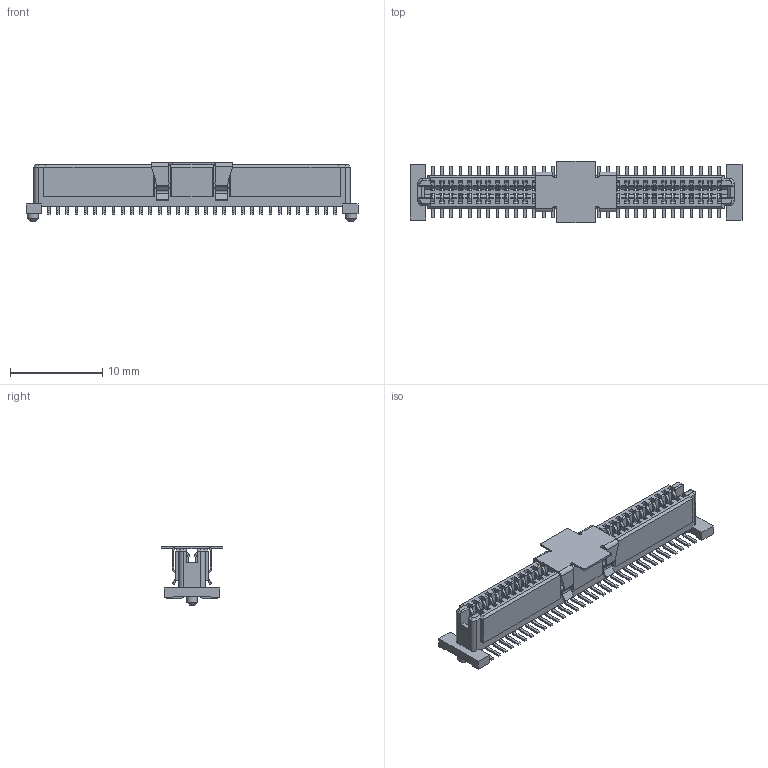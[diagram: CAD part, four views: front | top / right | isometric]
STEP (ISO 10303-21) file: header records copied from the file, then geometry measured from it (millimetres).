
FILE_DESCRIPTION(/* description */ ('Unknown'),/* implementation_level */ '2;1');
FILE_NAME(/* name */ '658105303064',/* time_stamp */ '2017-02-06T10:51:06+01:00',/* author */ ('Unknown'),/* organization */ ('Unknown'),/* preprocessor_version */ 'ST-DEVELOPER v16.7',/* originating_system */ 'DEX',/* authorisation */ $);
FILE_SCHEMA (('AUTOMOTIVE_DESIGN { 1 0 10303 214 3 1 1 }','AUTOMOTIVE_DESIGN {1 0 10303 214 3 1 1}'));
Length unit declared in the file: millimetre
Products named in the file (4): 658105303064; 658105303064_Housing; 658105303064_Pin; 6581xxx03064_Cap
Assembly tree (66 placements, depth 2):
  658105303064
    658105303064_Housing
    658105303064_Pin  x64
    6581xxx03064_Cap
Bounding box: 35.9 x 6.7 x 6.3 mm (x, y, z)
Volume: 365.1 mm3; surface area: 1842.9 mm2
Topology: 66 solids, 66 shells, 3030 faces, 8567 edges, 5607 vertices
Faces by surface type: plane 2528, cylinder 496, cone 6
Full cylindrical faces by diameter (mm): 1.2 x2
Entity records: 39249 total; most frequent: CARTESIAN_POINT 6933, ORIENTED_EDGE 6918, DIRECTION 6241, EDGE_CURVE 3459, LINE 3217, VECTOR 3217, VERTEX_POINT 2204, AXIS2_PLACEMENT_3D 1512
